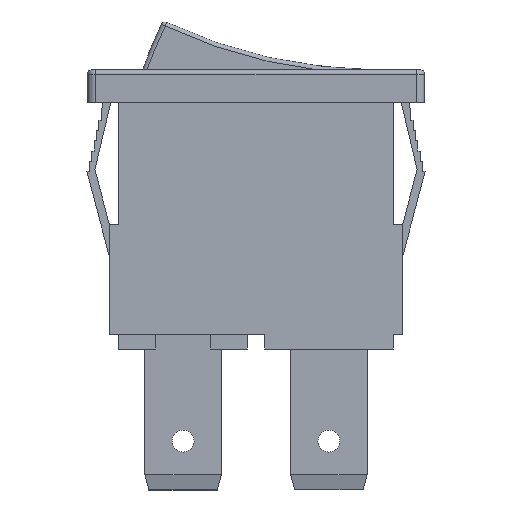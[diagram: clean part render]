
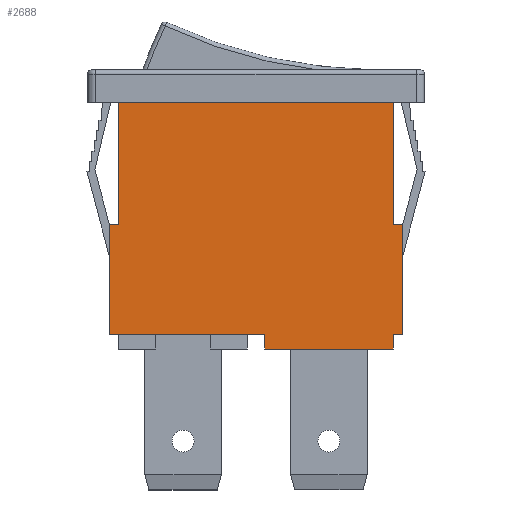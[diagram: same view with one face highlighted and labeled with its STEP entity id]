
A CAD part, left-side view. The second image highlights one B-rep face of the part: STEP entity #2688.
In plain terms, the highlighted planar face has unit normal (-1, 0, 0).
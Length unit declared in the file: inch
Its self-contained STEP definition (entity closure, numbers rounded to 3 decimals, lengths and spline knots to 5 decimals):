
#15 = ORIENTED_EDGE ( 'NONE', *, *, #218, .F. ) ;
#25 = DIRECTION ( 'NONE',  ( 0., 1., 0. ) ) ;
#64 = ORIENTED_EDGE ( 'NONE', *, *, #5528, .F. ) ;
#114 = CARTESIAN_POINT ( 'NONE',  ( -0.13, -0.36, -0.57 ) ) ;
#201 = ORIENTED_EDGE ( 'NONE', *, *, #1759, .F. ) ;
#218 = EDGE_CURVE ( 'NONE', #1965, #4129, #727, .T. ) ;
#254 = LINE ( 'NONE', #2643, #3674 ) ;
#290 = VERTEX_POINT ( 'NONE', #1933 ) ;
#322 = LINE ( 'NONE', #2716, #3603 ) ;
#584 = VECTOR ( 'NONE', #25, 39.37008 ) ;
#727 = LINE ( 'NONE', #1776, #584 ) ;
#763 = ORIENTED_EDGE ( 'NONE', *, *, #4702, .F. ) ;
#769 = VERTEX_POINT ( 'NONE', #3295 ) ;
#882 = CARTESIAN_POINT ( 'NONE',  ( -0.13, 0.36, -0.57 ) ) ;
#911 = VERTEX_POINT ( 'NONE', #4646 ) ;
#1017 = EDGE_CURVE ( 'NONE', #911, #2054, #2345, .T. ) ;
#1135 = ORIENTED_EDGE ( 'NONE', *, *, #3443, .T. ) ;
#1192 = VECTOR ( 'NONE', #3013, 39.37008 ) ;
#1326 = CARTESIAN_POINT ( 'NONE',  ( -0.13, 0.337, 0. ) ) ;
#1328 = LINE ( 'NONE', #3632, #2494 ) ;
#1551 = ORIENTED_EDGE ( 'NONE', *, *, #1644, .F. ) ;
#1556 = CARTESIAN_POINT ( 'NONE',  ( -0.13, -0.337, -0.606 ) ) ;
#1617 = LINE ( 'NONE', #1326, #4876 ) ;
#1644 = EDGE_CURVE ( 'NONE', #1658, #3388, #1891, .T. ) ;
#1654 = DIRECTION ( 'NONE',  ( 0., 0., 1. ) ) ;
#1658 = VERTEX_POINT ( 'NONE', #2488 ) ;
#1742 = VECTOR ( 'NONE', #4128, 39.37008 ) ;
#1759 = EDGE_CURVE ( 'NONE', #290, #769, #3598, .T. ) ;
#1776 = CARTESIAN_POINT ( 'NONE',  ( -0.13, 0.36, -0.57 ) ) ;
#1807 = VECTOR ( 'NONE', #4232, 39.37008 ) ;
#1891 = LINE ( 'NONE', #3249, #1742 ) ;
#1933 = CARTESIAN_POINT ( 'NONE',  ( -0.13, 0.337, -0.3 ) ) ;
#1965 = VERTEX_POINT ( 'NONE', #114 ) ;
#2054 = VERTEX_POINT ( 'NONE', #4495 ) ;
#2060 = VERTEX_POINT ( 'NONE', #3602 ) ;
#2061 = ORIENTED_EDGE ( 'NONE', *, *, #5246, .F. ) ;
#2118 = VERTEX_POINT ( 'NONE', #1556 ) ;
#2199 = DIRECTION ( 'NONE',  ( 0., -1., 0. ) ) ;
#2322 = CARTESIAN_POINT ( 'NONE',  ( -0.13, -0.36, -0.3 ) ) ;
#2345 = LINE ( 'NONE', #882, #1192 ) ;
#2411 = EDGE_LOOP ( 'NONE', ( #201, #2718, #763, #3125, #64, #2061, #1135, #15, #3308, #1551, #4349, #3577 ) ) ;
#2484 = VECTOR ( 'NONE', #1654, 39.37008 ) ;
#2487 = LINE ( 'NONE', #3080, #4613 ) ;
#2488 = CARTESIAN_POINT ( 'NONE',  ( -0.13, -0.337, -0.3 ) ) ;
#2494 = VECTOR ( 'NONE', #4926, 39.37008 ) ;
#2514 = CARTESIAN_POINT ( 'NONE',  ( -0.13, 0.337, 0. ) ) ;
#2557 = DIRECTION ( 'NONE',  ( 0., 0., -1. ) ) ;
#2643 = CARTESIAN_POINT ( 'NONE',  ( -0.13, 0.337, -0.3 ) ) ;
#2688 = ADVANCED_FACE ( 'NONE', ( #5325 ), #5097, .F. ) ;
#2716 = CARTESIAN_POINT ( 'NONE',  ( -0.13, 0.36, -0.3 ) ) ;
#2718 = ORIENTED_EDGE ( 'NONE', *, *, #4572, .F. ) ;
#2867 = LINE ( 'NONE', #3564, #4993 ) ;
#3013 = DIRECTION ( 'NONE',  ( 0., 1., 0. ) ) ;
#3015 = CARTESIAN_POINT ( 'NONE',  ( -0.13, 0.36, -0.3 ) ) ;
#3069 = DIRECTION ( 'NONE',  ( 0., -1., 0. ) ) ;
#3080 = CARTESIAN_POINT ( 'NONE',  ( -0.13, -0.337, 0. ) ) ;
#3125 = ORIENTED_EDGE ( 'NONE', *, *, #1017, .F. ) ;
#3136 = VERTEX_POINT ( 'NONE', #5129 ) ;
#3144 = DIRECTION ( 'NONE',  ( 0., 0., 1. ) ) ;
#3249 = CARTESIAN_POINT ( 'NONE',  ( -0.13, -0.337, -0.3 ) ) ;
#3295 = CARTESIAN_POINT ( 'NONE',  ( -0.13, 0.337, 0. ) ) ;
#3308 = ORIENTED_EDGE ( 'NONE', *, *, #5452, .F. ) ;
#3388 = VERTEX_POINT ( 'NONE', #2322 ) ;
#3443 = EDGE_CURVE ( 'NONE', #2118, #4129, #1328, .T. ) ;
#3510 = DIRECTION ( 'NONE',  ( 0., 0., -1. ) ) ;
#3530 = CARTESIAN_POINT ( 'NONE',  ( -0.13, -0.36, -0.3 ) ) ;
#3564 = CARTESIAN_POINT ( 'NONE',  ( -0.13, -0.021, -0.606 ) ) ;
#3577 = ORIENTED_EDGE ( 'NONE', *, *, #3673, .F. ) ;
#3598 = LINE ( 'NONE', #2514, #2484 ) ;
#3602 = CARTESIAN_POINT ( 'NONE',  ( -0.13, -0.337, 0. ) ) ;
#3603 = VECTOR ( 'NONE', #3144, 39.37008 ) ;
#3632 = CARTESIAN_POINT ( 'NONE',  ( -0.13, -0.337, -0.606 ) ) ;
#3673 = EDGE_CURVE ( 'NONE', #769, #2060, #1617, .T. ) ;
#3674 = VECTOR ( 'NONE', #3069, 39.37008 ) ;
#3768 = EDGE_CURVE ( 'NONE', #2060, #1658, #2487, .T. ) ;
#3787 = CARTESIAN_POINT ( 'NONE',  ( -0.13, -0.021, -0.606 ) ) ;
#3966 = DIRECTION ( 'NONE',  ( 0., 0., -1. ) ) ;
#4002 = DIRECTION ( 'NONE',  ( 0., 0., 1. ) ) ;
#4057 = CARTESIAN_POINT ( 'NONE',  ( -0.13, -0.337, -0.57 ) ) ;
#4128 = DIRECTION ( 'NONE',  ( 0., -1., 0. ) ) ;
#4129 = VERTEX_POINT ( 'NONE', #4057 ) ;
#4141 = VECTOR ( 'NONE', #3966, 39.37008 ) ;
#4232 = DIRECTION ( 'NONE',  ( 0., 1., 0. ) ) ;
#4349 = ORIENTED_EDGE ( 'NONE', *, *, #3768, .F. ) ;
#4495 = CARTESIAN_POINT ( 'NONE',  ( -0.13, 0.36, -0.57 ) ) ;
#4525 = VERTEX_POINT ( 'NONE', #3015 ) ;
#4572 = EDGE_CURVE ( 'NONE', #4525, #290, #254, .T. ) ;
#4613 = VECTOR ( 'NONE', #3510, 39.37008 ) ;
#4646 = CARTESIAN_POINT ( 'NONE',  ( -0.13, -0.021, -0.57 ) ) ;
#4676 = CARTESIAN_POINT ( 'NONE',  ( -0.13, 0.337, -0.3 ) ) ;
#4702 = EDGE_CURVE ( 'NONE', #2054, #4525, #322, .T. ) ;
#4876 = VECTOR ( 'NONE', #2199, 39.37008 ) ;
#4926 = DIRECTION ( 'NONE',  ( 0., 0., 1. ) ) ;
#4993 = VECTOR ( 'NONE', #4002, 39.37008 ) ;
#5097 = PLANE ( 'NONE',  #5316 ) ;
#5129 = CARTESIAN_POINT ( 'NONE',  ( -0.13, -0.021, -0.606 ) ) ;
#5193 = LINE ( 'NONE', #3787, #1807 ) ;
#5246 = EDGE_CURVE ( 'NONE', #2118, #3136, #5193, .T. ) ;
#5263 = LINE ( 'NONE', #3530, #4141 ) ;
#5316 = AXIS2_PLACEMENT_3D ( 'NONE', #4676, #5504, #2557 ) ;
#5325 = FACE_OUTER_BOUND ( 'NONE', #2411, .T. ) ;
#5452 = EDGE_CURVE ( 'NONE', #3388, #1965, #5263, .T. ) ;
#5504 = DIRECTION ( 'NONE',  ( 1., 0., 0. ) ) ;
#5528 = EDGE_CURVE ( 'NONE', #3136, #911, #2867, .T. ) ;
